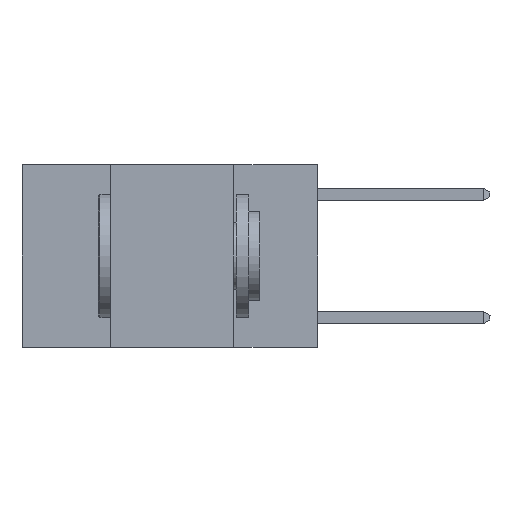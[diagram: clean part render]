
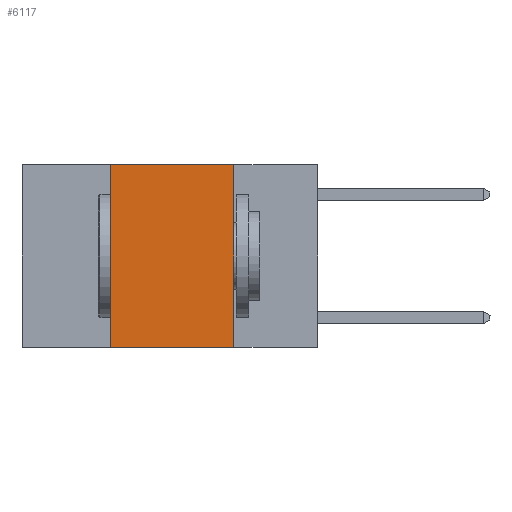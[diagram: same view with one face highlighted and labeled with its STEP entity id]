
A CAD part, left-side view. The second image highlights one B-rep face of the part: STEP entity #6117.
In plain terms, the highlighted planar face has unit normal (-1, 0, 0).
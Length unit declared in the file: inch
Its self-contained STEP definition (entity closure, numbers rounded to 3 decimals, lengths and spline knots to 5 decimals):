
#41 = VECTOR ( 'NONE', #13211, 39.37008 ) ;
#214 = DIRECTION ( 'NONE',  ( 1., 0., 0. ) ) ;
#582 = AXIS2_PLACEMENT_3D ( 'NONE', #4845, #214, #5866 ) ;
#600 = PLANE ( 'NONE',  #582 ) ;
#1814 = EDGE_CURVE ( 'NONE', #13323, #12165, #10641, .T. ) ;
#2196 = DIRECTION ( 'NONE',  ( 0., -1., 0. ) ) ;
#2246 = VERTEX_POINT ( 'NONE', #8720 ) ;
#3830 = EDGE_LOOP ( 'NONE', ( #6041, #10568, #14397, #10136 ) ) ;
#3842 = DIRECTION ( 'NONE',  ( 0., 0., 1. ) ) ;
#4845 = CARTESIAN_POINT ( 'NONE',  ( 0., 0.6, 0. ) ) ;
#4863 = CARTESIAN_POINT ( 'NONE',  ( 0., 0.42, 0. ) ) ;
#5866 = DIRECTION ( 'NONE',  ( 0., 0., -1. ) ) ;
#6041 = ORIENTED_EDGE ( 'NONE', *, *, #1814, .F. ) ;
#6117 = ADVANCED_FACE ( 'NONE', ( #7490 ), #600, .F. ) ;
#7125 = EDGE_CURVE ( 'NONE', #15615, #2246, #17582, .T. ) ;
#7329 = CARTESIAN_POINT ( 'NONE',  ( 0., 0.17, -0.37 ) ) ;
#7490 = FACE_OUTER_BOUND ( 'NONE', #3830, .T. ) ;
#7553 = LINE ( 'NONE', #9137, #11747 ) ;
#7863 = CARTESIAN_POINT ( 'NONE',  ( 0., 0.6, -0.37 ) ) ;
#8720 = CARTESIAN_POINT ( 'NONE',  ( 0., 0.42, 0. ) ) ;
#9137 = CARTESIAN_POINT ( 'NONE',  ( 0., 0.6, 0. ) ) ;
#10136 = ORIENTED_EDGE ( 'NONE', *, *, #12275, .T. ) ;
#10549 = CARTESIAN_POINT ( 'NONE',  ( 0., 0.17, 0. ) ) ;
#10568 = ORIENTED_EDGE ( 'NONE', *, *, #15838, .F. ) ;
#10641 = LINE ( 'NONE', #10549, #41 ) ;
#11747 = VECTOR ( 'NONE', #2196, 39.37008 ) ;
#12165 = VERTEX_POINT ( 'NONE', #7329 ) ;
#12192 = DIRECTION ( 'NONE',  ( 0., -1., 0. ) ) ;
#12275 = EDGE_CURVE ( 'NONE', #15615, #12165, #16562, .T. ) ;
#12341 = VECTOR ( 'NONE', #12192, 39.37008 ) ;
#13211 = DIRECTION ( 'NONE',  ( 0., 0., -1. ) ) ;
#13323 = VERTEX_POINT ( 'NONE', #14357 ) ;
#14357 = CARTESIAN_POINT ( 'NONE',  ( 0., 0.17, 0. ) ) ;
#14397 = ORIENTED_EDGE ( 'NONE', *, *, #7125, .F. ) ;
#14527 = VECTOR ( 'NONE', #3842, 39.37008 ) ;
#15615 = VERTEX_POINT ( 'NONE', #18283 ) ;
#15838 = EDGE_CURVE ( 'NONE', #2246, #13323, #7553, .T. ) ;
#16562 = LINE ( 'NONE', #7863, #12341 ) ;
#17582 = LINE ( 'NONE', #4863, #14527 ) ;
#18283 = CARTESIAN_POINT ( 'NONE',  ( 0., 0.42, -0.37 ) ) ;
